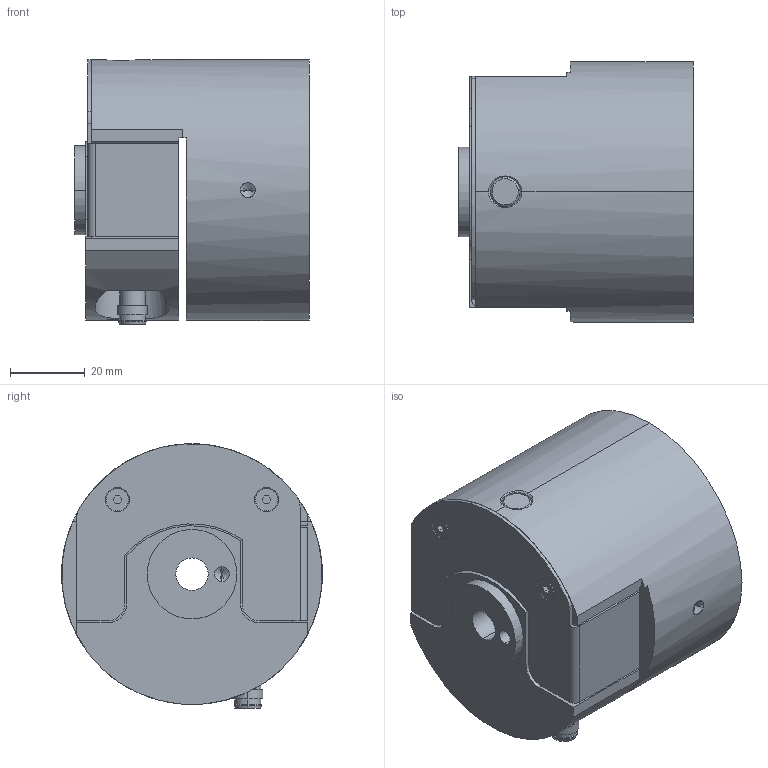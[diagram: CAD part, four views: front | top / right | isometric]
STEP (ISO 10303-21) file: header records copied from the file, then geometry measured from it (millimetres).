
FILE_DESCRIPTION((''),'2;1');
FILE_NAME('120307.1.stp','2014-01-14T07:39:03',(''),(''),'Mechanical Desktop 2009','Mechanical Desktop 2009',', , ');
FILE_SCHEMA(('CONFIG_CONTROL_DESIGN'));
Length unit declared in the file: millimetre
Products named in the file (11): C1203071; C1203072; C1111073; C1111073A; SENKSCHRAUBE_I-6KT_M3X5; SENKSCHRAUBE_I-6KT_M3X5A; SENSORSTECKVERBINDER_BINDER_09_3415_00_04A; SENSORSTECKVERBINDER_BINDER_09_3415_00_04; C1201246A; C1201246; RM_SDB
Assembly tree (13 placements, depth 3):
  C1203071
    C1203072
    C1111073
      C1111073A
    SENKSCHRAUBE_I-6KT_M3X5  x2
      SENKSCHRAUBE_I-6KT_M3X5A
    SENSORSTECKVERBINDER_BINDER_09_3415_00_04A
      SENSORSTECKVERBINDER_BINDER_09_3415_00_04
    C1201246A
      C1201246
    RM_SDB  x3
Bounding box: 63 x 70 x 71 mm (x, y, z)
Volume: 171572.5 mm3; surface area: 38082.8 mm2
Topology: 6 solids, 6 shells, 212 faces, 485 edges, 299 vertices
Faces by surface type: cylinder 85, plane 77, cone 50
Entity records: 5902 total; most frequent: CARTESIAN_POINT 1118, DIRECTION 1045, ORIENTED_EDGE 874, EDGE_CURVE 437, AXIS2_PLACEMENT_3D 404, VERTEX_POINT 276, VECTOR 237, LINE 237
